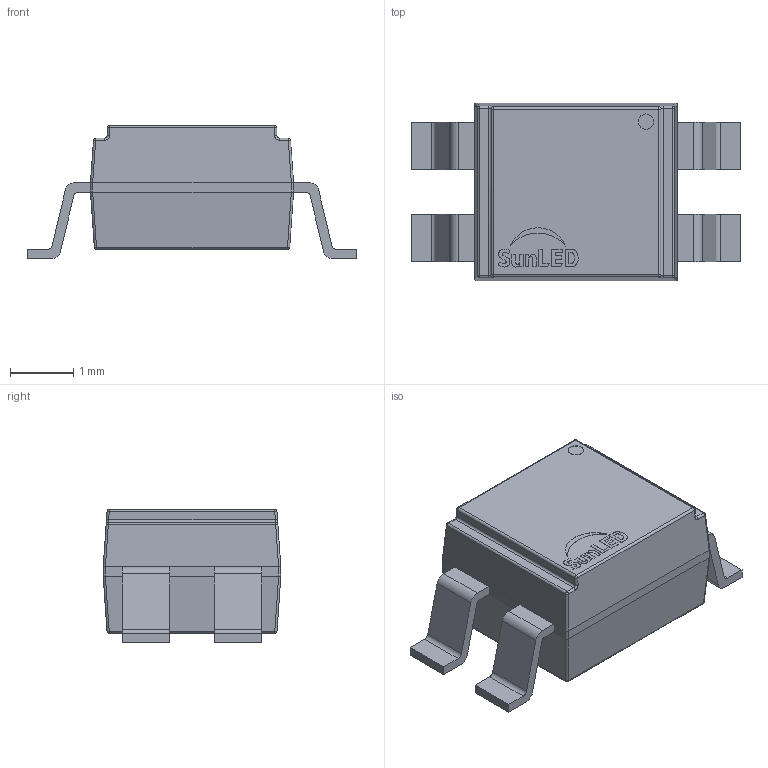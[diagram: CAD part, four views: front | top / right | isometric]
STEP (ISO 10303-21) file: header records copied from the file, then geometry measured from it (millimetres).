
FILE_DESCRIPTION(/* description */ (''),/* implementation_level */ '2;1');
FILE_NAME(/* name */ 'SunLED XZMDKCBDDG45S-9.stp',/* time_stamp */ '2020-07-28T15:59:08-04:00',/* author */ ('Ricardo'),/* organization */ (''),/* preprocessor_version */ 'ST-DEVELOPER v18',/* originating_system */ 'Autodesk Inventor 2020',/* authorisation */ '');
FILE_SCHEMA (('AUTOMOTIVE_DESIGN { 1 0 10303 214 3 1 1 }'));
Length unit declared in the file: millimetre
Products named in the file (8): SunLED XZMDKCBDDG45S-9; body; terminals; marking; top; led red; led green; led blue
Assembly tree (7 placements, depth 2):
  SunLED XZMDKCBDDG45S-9
    body
    terminals
    marking
    top
    led red
    led green
    led blue
Bounding box: 5.2 x 2.8 x 2.1 mm (x, y, z)
Volume: 15.4 mm3; surface area: 64.7 mm2
Topology: 20 solids, 20 shells, 261 faces, 617 edges, 397 vertices
Faces by surface type: plane 157, cylinder 59, bspline 31, sphere 12, torus 1, cone 1
Full cylindrical faces by diameter (mm): 0.242 x1
Entity records: 8115 total; most frequent: CARTESIAN_POINT 1842, ORIENTED_EDGE 1234, DIRECTION 1179, EDGE_CURVE 617, LINE 441, VECTOR 441, VERTEX_POINT 397, AXIS2_PLACEMENT_3D 369
